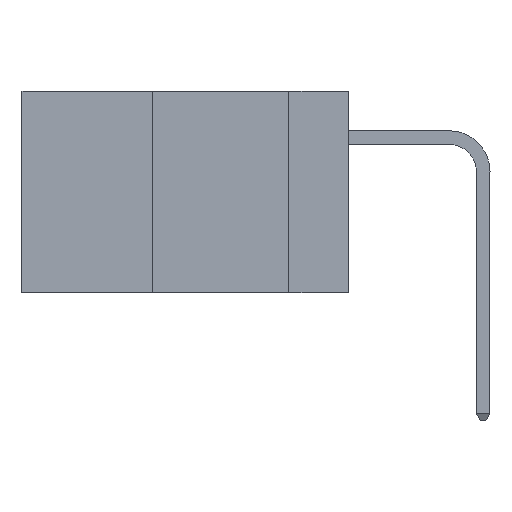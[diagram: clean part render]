
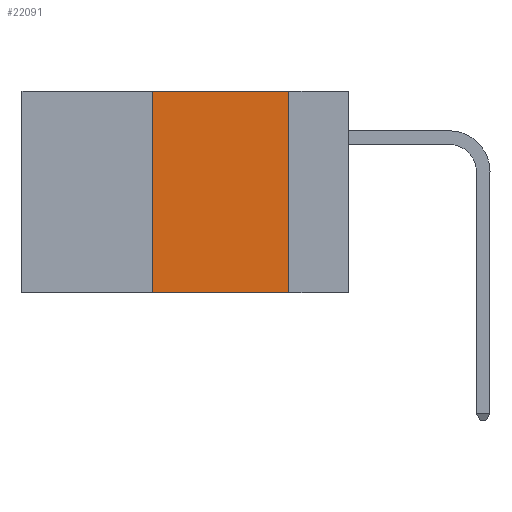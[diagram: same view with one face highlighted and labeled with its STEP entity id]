
A CAD part, left-side view. The second image highlights one B-rep face of the part: STEP entity #22091.
In plain terms, the highlighted planar face has unit normal (-1, 0, 0).
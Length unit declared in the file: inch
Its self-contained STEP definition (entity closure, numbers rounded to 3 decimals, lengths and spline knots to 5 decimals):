
#251 = DIRECTION ( 'NONE',  ( 0., 0., 1. ) ) ;
#860 = DIRECTION ( 'NONE',  ( 0., -1., 0. ) ) ;
#2438 = CARTESIAN_POINT ( 'NONE',  ( 0., 0.36, 0. ) ) ;
#2788 = VERTEX_POINT ( 'NONE', #23652 ) ;
#2938 = LINE ( 'NONE', #11528, #14852 ) ;
#2963 = EDGE_CURVE ( 'NONE', #11802, #15198, #22092, .T. ) ;
#3656 = DIRECTION ( 'NONE',  ( 1., 0., 0. ) ) ;
#5899 = CARTESIAN_POINT ( 'NONE',  ( 0., 0.11, -0.37 ) ) ;
#8230 = EDGE_CURVE ( 'NONE', #25016, #15198, #26463, .T. ) ;
#9698 = VECTOR ( 'NONE', #20540, 39.37008 ) ;
#9715 = ORIENTED_EDGE ( 'NONE', *, *, #8230, .F. ) ;
#10009 = CARTESIAN_POINT ( 'NONE',  ( 0., 0.36, -0.37 ) ) ;
#10528 = FACE_OUTER_BOUND ( 'NONE', #22166, .T. ) ;
#10903 = VECTOR ( 'NONE', #18904, 39.37008 ) ;
#11528 = CARTESIAN_POINT ( 'NONE',  ( 0., 0.6, 0. ) ) ;
#11547 = AXIS2_PLACEMENT_3D ( 'NONE', #15894, #3656, #18371 ) ;
#11733 = CARTESIAN_POINT ( 'NONE',  ( 0., 0.11, 0. ) ) ;
#11802 = VERTEX_POINT ( 'NONE', #10009 ) ;
#12163 = CARTESIAN_POINT ( 'NONE',  ( 0., 0.11, 0. ) ) ;
#14289 = ORIENTED_EDGE ( 'NONE', *, *, #18522, .F. ) ;
#14852 = VECTOR ( 'NONE', #860, 39.37008 ) ;
#15198 = VERTEX_POINT ( 'NONE', #5899 ) ;
#15894 = CARTESIAN_POINT ( 'NONE',  ( 0., 0.6, 0. ) ) ;
#16003 = ORIENTED_EDGE ( 'NONE', *, *, #2963, .T. ) ;
#18242 = VECTOR ( 'NONE', #251, 39.37008 ) ;
#18371 = DIRECTION ( 'NONE',  ( 0., 0., -1. ) ) ;
#18522 = EDGE_CURVE ( 'NONE', #11802, #2788, #23934, .T. ) ;
#18904 = DIRECTION ( 'NONE',  ( 0., -1., 0. ) ) ;
#18968 = CARTESIAN_POINT ( 'NONE',  ( 0., 0.6, -0.37 ) ) ;
#20540 = DIRECTION ( 'NONE',  ( 0., 0., -1. ) ) ;
#22091 = ADVANCED_FACE ( 'NONE', ( #10528 ), #26451, .F. ) ;
#22092 = LINE ( 'NONE', #18968, #10903 ) ;
#22166 = EDGE_LOOP ( 'NONE', ( #9715, #25002, #14289, #16003 ) ) ;
#23652 = CARTESIAN_POINT ( 'NONE',  ( 0., 0.36, 0. ) ) ;
#23934 = LINE ( 'NONE', #2438, #18242 ) ;
#25002 = ORIENTED_EDGE ( 'NONE', *, *, #26561, .F. ) ;
#25016 = VERTEX_POINT ( 'NONE', #11733 ) ;
#26451 = PLANE ( 'NONE',  #11547 ) ;
#26463 = LINE ( 'NONE', #12163, #9698 ) ;
#26561 = EDGE_CURVE ( 'NONE', #2788, #25016, #2938, .T. ) ;
